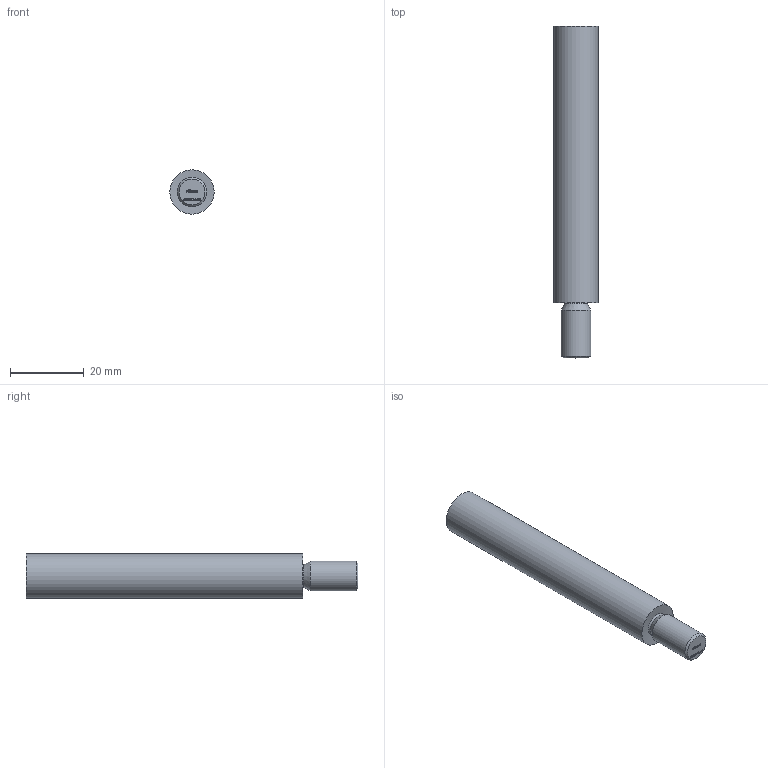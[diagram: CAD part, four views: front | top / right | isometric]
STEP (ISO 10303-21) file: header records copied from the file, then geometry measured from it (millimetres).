
FILE_DESCRIPTION (( 'STEP AP203' ), '1' );
FILE_NAME ('50236-V4A-75-M6.step', '2023-09-15T07:59:58', ( '' ), ( '' ), 'SwSTEP 2.0', 'SolidWorks 2018', '' );
FILE_SCHEMA (( 'CONFIG_CONTROL_DESIGN' ));
Length unit declared in the file: millimetre
Products named in the file (1): 50236-V4A-75-M6
Bounding box: 12 x 90 x 12 mm (x, y, z)
Volume: 8774.6 mm3; surface area: 3689.9 mm2
Topology: 1 solids, 1 shells, 269 faces, 710 edges, 471 vertices
Faces by surface type: plane 157, bspline 103, cone 5, cylinder 3, torus 1
Full cylindrical faces by diameter (mm): 5 x1, 8 x1, 12 x1
Entity records: 13695 total; most frequent: CARTESIAN_POINT 7695, ORIENTED_EDGE 1400, DIRECTION 838, EDGE_CURVE 700, LINE 484, VECTOR 484, VERTEX_POINT 470, EDGE_LOOP 306
